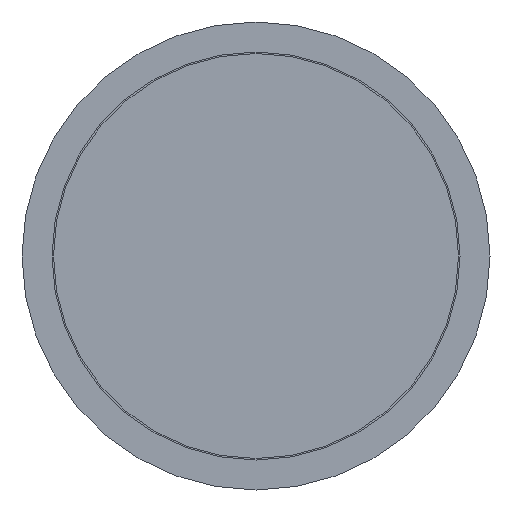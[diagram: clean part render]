
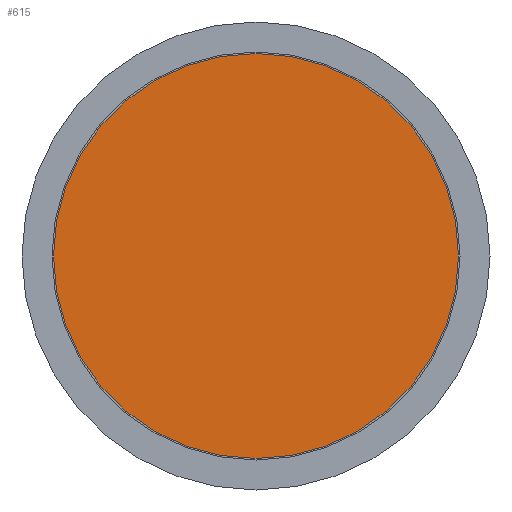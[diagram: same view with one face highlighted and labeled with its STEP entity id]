
A CAD part, front view. The second image highlights one B-rep face of the part: STEP entity #615.
In plain terms, the highlighted planar face has unit normal (0, -1, 0).
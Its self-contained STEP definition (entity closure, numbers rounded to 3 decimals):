
#150 = CIRCLE ( 'NONE', #532, 33.75 ) ;
#233 = CARTESIAN_POINT ( 'NONE',  ( 0., 0., 0. ) ) ;
#238 = EDGE_LOOP ( 'NONE', ( #384 ) ) ;
#360 = VERTEX_POINT ( 'NONE', #503 ) ;
#384 = ORIENTED_EDGE ( 'NONE', *, *, #771, .T. ) ;
#462 = DIRECTION ( 'NONE',  ( 0., -1., 0. ) ) ;
#503 = CARTESIAN_POINT ( 'NONE',  ( 0., 0., -33.75 ) ) ;
#532 = AXIS2_PLACEMENT_3D ( 'NONE', #233, #462, #686 ) ;
#578 = PLANE ( 'NONE',  #737 ) ;
#615 = ADVANCED_FACE ( 'NONE', ( #722 ), #578, .F. ) ;
#665 = CARTESIAN_POINT ( 'NONE',  ( -33.75, 0., 0. ) ) ;
#686 = DIRECTION ( 'NONE',  ( 0., 0., -1. ) ) ;
#722 = FACE_OUTER_BOUND ( 'NONE', #238, .T. ) ;
#737 = AXIS2_PLACEMENT_3D ( 'NONE', #665, #968, #884 ) ;
#771 = EDGE_CURVE ( 'NONE', #360, #360, #150, .T. ) ;
#884 = DIRECTION ( 'NONE',  ( 0., 0., 1. ) ) ;
#968 = DIRECTION ( 'NONE',  ( 0., 1., 0. ) ) ;
